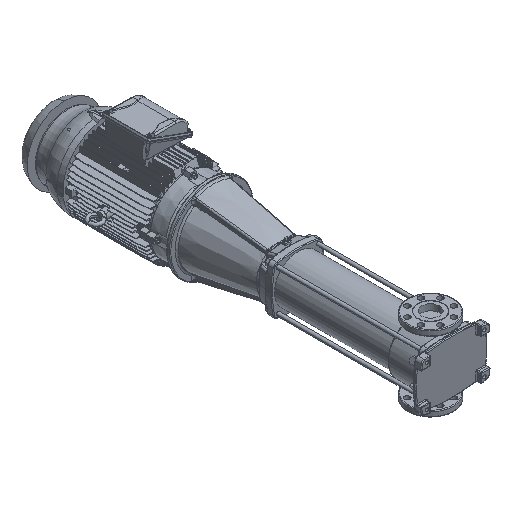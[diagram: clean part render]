
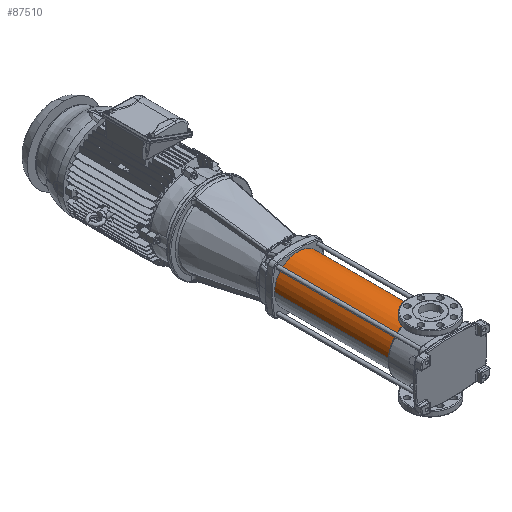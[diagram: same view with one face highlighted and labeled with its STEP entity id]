
A CAD part, isometric view. The second image highlights one B-rep face of the part: STEP entity #87510.
In plain terms, the highlighted cylindrical face has radius 98.5 mm (diameter 197 mm), a partial arc.
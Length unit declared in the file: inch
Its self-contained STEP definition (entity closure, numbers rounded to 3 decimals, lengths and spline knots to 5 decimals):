
#685 = CARTESIAN_POINT ( 'NONE',  ( 0., 2.13386, 3.87795 ) ) ;
#3124 = DIRECTION ( 'NONE',  ( 0., 0., 1. ) ) ;
#5986 = VERTEX_POINT ( 'NONE', #26092 ) ;
#9913 = AXIS2_PLACEMENT_3D ( 'NONE', #106110, #97100, #77950 ) ;
#12023 = ORIENTED_EDGE ( 'NONE', *, *, #18513, .T. ) ;
#12522 = CARTESIAN_POINT ( 'NONE',  ( 0., 2.13386, -3.87795 ) ) ;
#13520 = VECTOR ( 'NONE', #88049, 39.37008 ) ;
#18513 = EDGE_CURVE ( 'NONE', #36701, #5986, #51415, .T. ) ;
#18563 = EDGE_CURVE ( 'NONE', #68520, #36701, #61084, .T. ) ;
#24124 = CARTESIAN_POINT ( 'NONE',  ( 0., 2.13386, -3.87795 ) ) ;
#26092 = CARTESIAN_POINT ( 'NONE',  ( 0., 21.25197, -3.87795 ) ) ;
#26219 = DIRECTION ( 'NONE',  ( 0., 1., 0. ) ) ;
#29332 = AXIS2_PLACEMENT_3D ( 'NONE', #96762, #78165, #3124 ) ;
#31097 = CIRCLE ( 'NONE', #29332, 3.87795 ) ;
#34881 = VECTOR ( 'NONE', #46968, 39.37008 ) ;
#36701 = VERTEX_POINT ( 'NONE', #47000 ) ;
#36788 = EDGE_LOOP ( 'NONE', ( #105661, #105204, #69797, #12023 ) ) ;
#37384 = EDGE_CURVE ( 'NONE', #63969, #68520, #31097, .T. ) ;
#46968 = DIRECTION ( 'NONE',  ( 0., 1., 0. ) ) ;
#47000 = CARTESIAN_POINT ( 'NONE',  ( 0., 21.25197, 3.87795 ) ) ;
#48234 = AXIS2_PLACEMENT_3D ( 'NONE', #69097, #26219, #60663 ) ;
#51415 = CIRCLE ( 'NONE', #9913, 3.87795 ) ;
#60663 = DIRECTION ( 'NONE',  ( 0., 0., 1. ) ) ;
#61084 = LINE ( 'NONE', #685, #13520 ) ;
#63969 = VERTEX_POINT ( 'NONE', #24124 ) ;
#68520 = VERTEX_POINT ( 'NONE', #81830 ) ;
#69097 = CARTESIAN_POINT ( 'NONE',  ( 0., 2.13386, 0. ) ) ;
#69105 = EDGE_CURVE ( 'NONE', #63969, #5986, #89755, .T. ) ;
#69797 = ORIENTED_EDGE ( 'NONE', *, *, #18563, .T. ) ;
#70196 = CYLINDRICAL_SURFACE ( 'NONE', #48234, 3.87795 ) ;
#77950 = DIRECTION ( 'NONE',  ( 0., 0., 1. ) ) ;
#78165 = DIRECTION ( 'NONE',  ( 0., 1., 0. ) ) ;
#81830 = CARTESIAN_POINT ( 'NONE',  ( 0., 2.13386, 3.87795 ) ) ;
#87510 = ADVANCED_FACE ( 'NONE', ( #96149 ), #70196, .T. ) ;
#88049 = DIRECTION ( 'NONE',  ( 0., 1., 0. ) ) ;
#89755 = LINE ( 'NONE', #12522, #34881 ) ;
#96149 = FACE_OUTER_BOUND ( 'NONE', #36788, .T. ) ;
#96762 = CARTESIAN_POINT ( 'NONE',  ( 0., 2.13386, 0. ) ) ;
#97100 = DIRECTION ( 'NONE',  ( 0., -1., 0. ) ) ;
#105204 = ORIENTED_EDGE ( 'NONE', *, *, #37384, .T. ) ;
#105661 = ORIENTED_EDGE ( 'NONE', *, *, #69105, .F. ) ;
#106110 = CARTESIAN_POINT ( 'NONE',  ( 0., 21.25197, 0. ) ) ;
